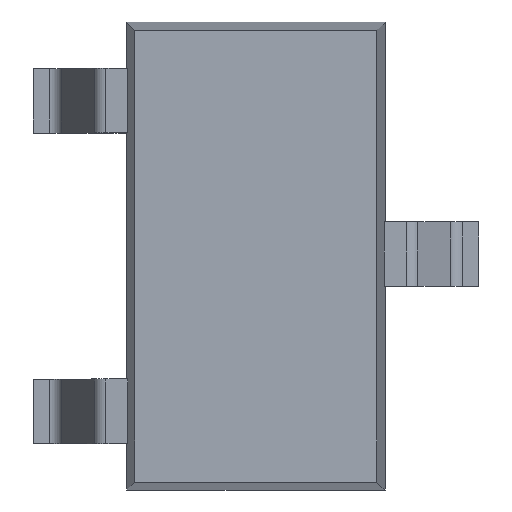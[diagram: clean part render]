
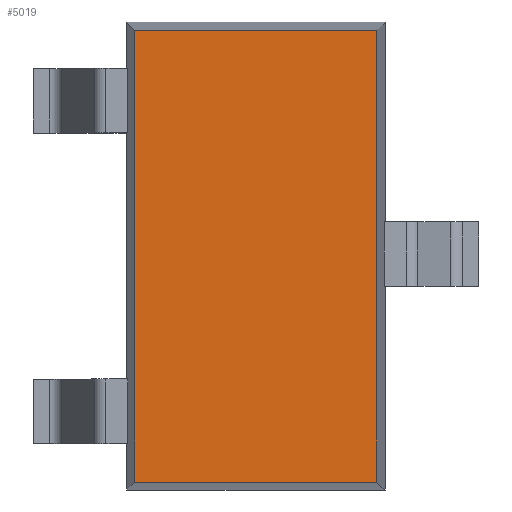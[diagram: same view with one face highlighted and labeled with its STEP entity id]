
A CAD part, top view. The second image highlights one B-rep face of the part: STEP entity #5019.
In plain terms, the highlighted planar face has unit normal (0, 0, 1).
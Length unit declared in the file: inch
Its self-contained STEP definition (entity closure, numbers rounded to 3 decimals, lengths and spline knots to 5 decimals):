
#928 = B_SPLINE_SURFACE_WITH_KNOTS('',1,1,(
    (#929,#930)
    ,(#931,#932
  )),.UNSPECIFIED.,.F.,.F.,.F.,(2,2),(2,2),(0.,2.9),(0.,1.),
  .PIECEWISE_BEZIER_KNOTS.);
#929 = CARTESIAN_POINT('',(-0.0315,-0.05709,
    0.02042));
#930 = CARTESIAN_POINT('',(-0.0296,-0.05519,
    0.04207));
#931 = CARTESIAN_POINT('',(-0.0315,0.05709,
    0.02042));
#932 = CARTESIAN_POINT('',(-0.0296,0.05504,
    0.04207));
#2365 = VERTEX_POINT('',#2366);
#2366 = CARTESIAN_POINT('',(-0.0296,-0.05519,
    0.04207));
#2379 = B_SPLINE_SURFACE_WITH_KNOTS('',1,1,(
    (#2380,#2381)
    ,(#2382,#2383
    )),.UNSPECIFIED.,.F.,.F.,.F.,(2,2),(2,2),(0.,1.6),(0.,1.),
  .PIECEWISE_BEZIER_KNOTS.);
#2380 = CARTESIAN_POINT('',(0.0315,-0.05709,
    0.02042));
#2381 = CARTESIAN_POINT('',(0.02945,-0.05519,
    0.04207));
#2382 = CARTESIAN_POINT('',(-0.0315,-0.05709,
    0.02042));
#2383 = CARTESIAN_POINT('',(-0.0296,-0.05519,
    0.04207));
#3428 = VERTEX_POINT('',#3429);
#3429 = CARTESIAN_POINT('',(-0.0296,0.05504,
    0.04207));
#3442 = B_SPLINE_SURFACE_WITH_KNOTS('',1,1,(
    (#3443,#3444)
    ,(#3445,#3446
    )),.UNSPECIFIED.,.F.,.F.,.F.,(2,2),(2,2),(0.,1.6),(0.,1.),
  .PIECEWISE_BEZIER_KNOTS.);
#3443 = CARTESIAN_POINT('',(-0.0315,0.05709,
    0.02042));
#3444 = CARTESIAN_POINT('',(-0.0296,0.05504,
    0.04207));
#3445 = CARTESIAN_POINT('',(0.0315,0.05709,
    0.02042));
#3446 = CARTESIAN_POINT('',(0.02945,0.05504,
    0.04207));
#3454 = EDGE_CURVE('',#2365,#3428,#3455,.T.);
#3455 = SURFACE_CURVE('',#3456,(#3460,#3466),.PCURVE_S1.);
#3456 = LINE('',#3457,#3458);
#3457 = CARTESIAN_POINT('',(-0.0296,-0.05519,
    0.04207));
#3458 = VECTOR('',#3459,0.03937);
#3459 = DIRECTION('',(0.,1.,0.));
#3460 = PCURVE('',#928,#3461);
#3461 = DEFINITIONAL_REPRESENTATION('',(#3462),#3465);
#3462 = B_SPLINE_CURVE_WITH_KNOTS('',1,(#3463,#3464),.UNSPECIFIED.,.F.,
  .F.,(2,2),(0.,2.8),.PIECEWISE_BEZIER_KNOTS.);
#3463 = CARTESIAN_POINT('',(0.,1.));
#3464 = CARTESIAN_POINT('',(2.9,1.));
#3465 = ( GEOMETRIC_REPRESENTATION_CONTEXT(2) 
PARAMETRIC_REPRESENTATION_CONTEXT() REPRESENTATION_CONTEXT('2D SPACE',''
  ) );
#3466 = PCURVE('',#3467,#3472);
#3467 = PLANE('',#3468);
#3468 = AXIS2_PLACEMENT_3D('',#3469,#3470,#3471);
#3469 = CARTESIAN_POINT('',(-0.0296,0.05504,
    0.04207));
#3470 = DIRECTION('',(0.,0.,1.));
#3471 = DIRECTION('',(0.472,-0.881,0.));
#3472 = DEFINITIONAL_REPRESENTATION('',(#3473),#3477);
#3473 = LINE('',#3474,#3475);
#3474 = CARTESIAN_POINT('',(0.097,-0.052));
#3475 = VECTOR('',#3476,1.);
#3476 = DIRECTION('',(-0.881,0.472));
#3477 = ( GEOMETRIC_REPRESENTATION_CONTEXT(2) 
PARAMETRIC_REPRESENTATION_CONTEXT() REPRESENTATION_CONTEXT('2D SPACE',''
  ) );
#4973 = EDGE_CURVE('',#4974,#2365,#4976,.T.);
#4974 = VERTEX_POINT('',#4975);
#4975 = CARTESIAN_POINT('',(0.02945,-0.05519,
    0.04207));
#4976 = SURFACE_CURVE('',#4977,(#4981,#4987),.PCURVE_S1.);
#4977 = LINE('',#4978,#4979);
#4978 = CARTESIAN_POINT('',(0.02945,-0.05519,
    0.04207));
#4979 = VECTOR('',#4980,0.03937);
#4980 = DIRECTION('',(-1.,0.,0.));
#4981 = PCURVE('',#2379,#4982);
#4982 = DEFINITIONAL_REPRESENTATION('',(#4983),#4986);
#4983 = B_SPLINE_CURVE_WITH_KNOTS('',1,(#4984,#4985),.UNSPECIFIED.,.F.,
  .F.,(2,2),(0.,1.5),.PIECEWISE_BEZIER_KNOTS.);
#4984 = CARTESIAN_POINT('',(0.,1.));
#4985 = CARTESIAN_POINT('',(1.6,1.));
#4986 = ( GEOMETRIC_REPRESENTATION_CONTEXT(2) 
PARAMETRIC_REPRESENTATION_CONTEXT() REPRESENTATION_CONTEXT('2D SPACE',''
  ) );
#4987 = PCURVE('',#3467,#4988);
#4988 = DEFINITIONAL_REPRESENTATION('',(#4989),#4993);
#4989 = LINE('',#4990,#4991);
#4990 = CARTESIAN_POINT('',(0.125,0.));
#4991 = VECTOR('',#4992,1.);
#4992 = DIRECTION('',(-0.472,-0.881));
#4993 = ( GEOMETRIC_REPRESENTATION_CONTEXT(2) 
PARAMETRIC_REPRESENTATION_CONTEXT() REPRESENTATION_CONTEXT('2D SPACE',''
  ) );
#5008 = B_SPLINE_SURFACE_WITH_KNOTS('',1,1,(
    (#5009,#5010)
    ,(#5011,#5012
    )),.UNSPECIFIED.,.F.,.F.,.F.,(2,2),(2,2),(0.,2.9),(0.,1.),
  .PIECEWISE_BEZIER_KNOTS.);
#5009 = CARTESIAN_POINT('',(0.0315,0.05709,
    0.02042));
#5010 = CARTESIAN_POINT('',(0.02945,0.05504,
    0.04207));
#5011 = CARTESIAN_POINT('',(0.0315,-0.05709,
    0.02042));
#5012 = CARTESIAN_POINT('',(0.02945,-0.05519,
    0.04207));
#5019 = ADVANCED_FACE('',(#5020),#3467,.T.);
#5020 = FACE_BOUND('',#5021,.F.);
#5021 = EDGE_LOOP('',(#5022,#5044,#5064,#5065));
#5022 = ORIENTED_EDGE('',*,*,#5023,.T.);
#5023 = EDGE_CURVE('',#3428,#5024,#5026,.T.);
#5024 = VERTEX_POINT('',#5025);
#5025 = CARTESIAN_POINT('',(0.02945,0.05504,
    0.04207));
#5026 = SURFACE_CURVE('',#5027,(#5031,#5038),.PCURVE_S1.);
#5027 = LINE('',#5028,#5029);
#5028 = CARTESIAN_POINT('',(-0.0296,0.05504,
    0.04207));
#5029 = VECTOR('',#5030,0.03937);
#5030 = DIRECTION('',(1.,0.,0.));
#5031 = PCURVE('',#3467,#5032);
#5032 = DEFINITIONAL_REPRESENTATION('',(#5033),#5037);
#5033 = LINE('',#5034,#5035);
#5034 = CARTESIAN_POINT('',(0.,0.));
#5035 = VECTOR('',#5036,1.);
#5036 = DIRECTION('',(0.472,0.881));
#5037 = ( GEOMETRIC_REPRESENTATION_CONTEXT(2) 
PARAMETRIC_REPRESENTATION_CONTEXT() REPRESENTATION_CONTEXT('2D SPACE',''
  ) );
#5038 = PCURVE('',#3442,#5039);
#5039 = DEFINITIONAL_REPRESENTATION('',(#5040),#5043);
#5040 = B_SPLINE_CURVE_WITH_KNOTS('',1,(#5041,#5042),.UNSPECIFIED.,.F.,
  .F.,(2,2),(0.,1.5),.PIECEWISE_BEZIER_KNOTS.);
#5041 = CARTESIAN_POINT('',(0.,1.));
#5042 = CARTESIAN_POINT('',(1.6,1.));
#5043 = ( GEOMETRIC_REPRESENTATION_CONTEXT(2) 
PARAMETRIC_REPRESENTATION_CONTEXT() REPRESENTATION_CONTEXT('2D SPACE',''
  ) );
#5044 = ORIENTED_EDGE('',*,*,#5045,.T.);
#5045 = EDGE_CURVE('',#5024,#4974,#5046,.T.);
#5046 = SURFACE_CURVE('',#5047,(#5051,#5058),.PCURVE_S1.);
#5047 = LINE('',#5048,#5049);
#5048 = CARTESIAN_POINT('',(0.02945,0.05504,
    0.04207));
#5049 = VECTOR('',#5050,0.03937);
#5050 = DIRECTION('',(0.,-1.,0.));
#5051 = PCURVE('',#3467,#5052);
#5052 = DEFINITIONAL_REPRESENTATION('',(#5053),#5057);
#5053 = LINE('',#5054,#5055);
#5054 = CARTESIAN_POINT('',(0.028,0.052));
#5055 = VECTOR('',#5056,1.);
#5056 = DIRECTION('',(0.881,-0.472));
#5057 = ( GEOMETRIC_REPRESENTATION_CONTEXT(2) 
PARAMETRIC_REPRESENTATION_CONTEXT() REPRESENTATION_CONTEXT('2D SPACE',''
  ) );
#5058 = PCURVE('',#5008,#5059);
#5059 = DEFINITIONAL_REPRESENTATION('',(#5060),#5063);
#5060 = B_SPLINE_CURVE_WITH_KNOTS('',1,(#5061,#5062),.UNSPECIFIED.,.F.,
  .F.,(2,2),(0.,2.8),.PIECEWISE_BEZIER_KNOTS.);
#5061 = CARTESIAN_POINT('',(0.,1.));
#5062 = CARTESIAN_POINT('',(2.9,1.));
#5063 = ( GEOMETRIC_REPRESENTATION_CONTEXT(2) 
PARAMETRIC_REPRESENTATION_CONTEXT() REPRESENTATION_CONTEXT('2D SPACE',''
  ) );
#5064 = ORIENTED_EDGE('',*,*,#4973,.T.);
#5065 = ORIENTED_EDGE('',*,*,#3454,.T.);
